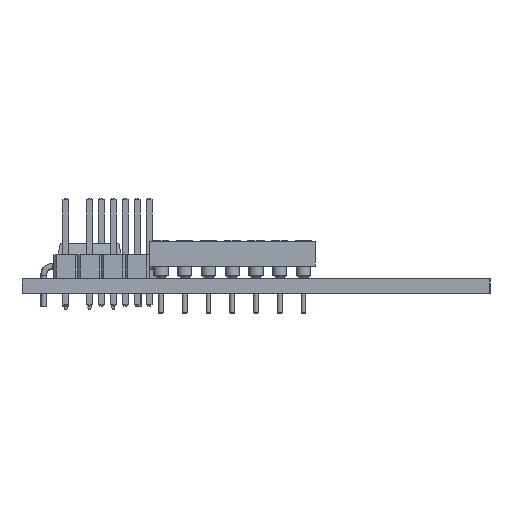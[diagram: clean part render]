
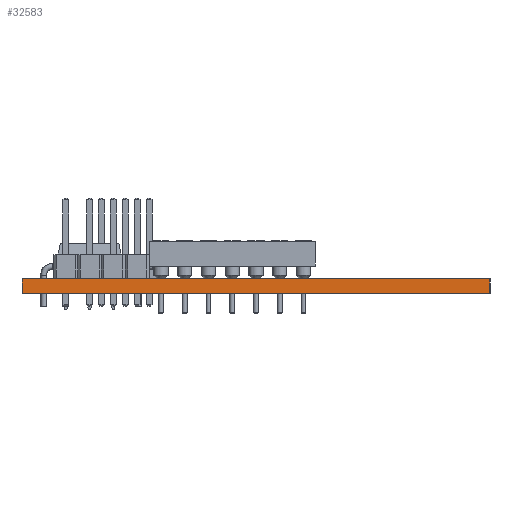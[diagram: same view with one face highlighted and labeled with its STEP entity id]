
A CAD part, left-side view. The second image highlights one B-rep face of the part: STEP entity #32583.
In plain terms, the highlighted planar face has unit normal (-1, 0, 0).
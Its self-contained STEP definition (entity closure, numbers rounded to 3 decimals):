
#32402 = PLANE('',#32403);
#32403 = AXIS2_PLACEMENT_3D('',#32404,#32405,#32406);
#32404 = CARTESIAN_POINT('',(177.8,-126.6,0.));
#32405 = DIRECTION('',(0.,-1.,0.));
#32406 = DIRECTION('',(-1.,0.,0.));
#32427 = VERTEX_POINT('',#32428);
#32428 = CARTESIAN_POINT('',(107.8,-126.6,1.6));
#32442 = PLANE('',#32443);
#32443 = AXIS2_PLACEMENT_3D('',#32444,#32445,#32446);
#32444 = CARTESIAN_POINT('',(142.8,-101.6,1.6));
#32445 = DIRECTION('',(-0.,-0.,-1.));
#32446 = DIRECTION('',(-1.,0.,0.));
#32454 = EDGE_CURVE('',#32455,#32427,#32457,.T.);
#32455 = VERTEX_POINT('',#32456);
#32456 = CARTESIAN_POINT('',(107.8,-126.6,0.));
#32457 = SURFACE_CURVE('',#32458,(#32462,#32469),.PCURVE_S1.);
#32458 = LINE('',#32459,#32460);
#32459 = CARTESIAN_POINT('',(107.8,-126.6,0.));
#32460 = VECTOR('',#32461,1.);
#32461 = DIRECTION('',(0.,0.,1.));
#32462 = PCURVE('',#32402,#32463);
#32463 = DEFINITIONAL_REPRESENTATION('',(#32464),#32468);
#32464 = LINE('',#32465,#32466);
#32465 = CARTESIAN_POINT('',(70.,0.));
#32466 = VECTOR('',#32467,1.);
#32467 = DIRECTION('',(0.,-1.));
#32468 = ( GEOMETRIC_REPRESENTATION_CONTEXT(2) 
PARAMETRIC_REPRESENTATION_CONTEXT() REPRESENTATION_CONTEXT('2D SPACE',''
  ) );
#32469 = PCURVE('',#32470,#32475);
#32470 = PLANE('',#32471);
#32471 = AXIS2_PLACEMENT_3D('',#32472,#32473,#32474);
#32472 = CARTESIAN_POINT('',(107.8,-126.6,0.));
#32473 = DIRECTION('',(-1.,0.,0.));
#32474 = DIRECTION('',(0.,1.,0.));
#32475 = DEFINITIONAL_REPRESENTATION('',(#32476),#32480);
#32476 = LINE('',#32477,#32478);
#32477 = CARTESIAN_POINT('',(0.,0.));
#32478 = VECTOR('',#32479,1.);
#32479 = DIRECTION('',(0.,-1.));
#32480 = ( GEOMETRIC_REPRESENTATION_CONTEXT(2) 
PARAMETRIC_REPRESENTATION_CONTEXT() REPRESENTATION_CONTEXT('2D SPACE',''
  ) );
#32496 = PLANE('',#32497);
#32497 = AXIS2_PLACEMENT_3D('',#32498,#32499,#32500);
#32498 = CARTESIAN_POINT('',(142.8,-101.6,0.));
#32499 = DIRECTION('',(-0.,-0.,-1.));
#32500 = DIRECTION('',(-1.,0.,0.));
#32529 = PLANE('',#32530);
#32530 = AXIS2_PLACEMENT_3D('',#32531,#32532,#32533);
#32531 = CARTESIAN_POINT('',(107.8,-76.6,0.));
#32532 = DIRECTION('',(0.,1.,0.));
#32533 = DIRECTION('',(1.,0.,0.));
#32583 = ADVANCED_FACE('',(#32584),#32470,.T.);
#32584 = FACE_BOUND('',#32585,.T.);
#32585 = EDGE_LOOP('',(#32586,#32587,#32610,#32633));
#32586 = ORIENTED_EDGE('',*,*,#32454,.T.);
#32587 = ORIENTED_EDGE('',*,*,#32588,.T.);
#32588 = EDGE_CURVE('',#32427,#32589,#32591,.T.);
#32589 = VERTEX_POINT('',#32590);
#32590 = CARTESIAN_POINT('',(107.8,-76.6,1.6));
#32591 = SURFACE_CURVE('',#32592,(#32596,#32603),.PCURVE_S1.);
#32592 = LINE('',#32593,#32594);
#32593 = CARTESIAN_POINT('',(107.8,-126.6,1.6));
#32594 = VECTOR('',#32595,1.);
#32595 = DIRECTION('',(0.,1.,0.));
#32596 = PCURVE('',#32470,#32597);
#32597 = DEFINITIONAL_REPRESENTATION('',(#32598),#32602);
#32598 = LINE('',#32599,#32600);
#32599 = CARTESIAN_POINT('',(0.,-1.6));
#32600 = VECTOR('',#32601,1.);
#32601 = DIRECTION('',(1.,0.));
#32602 = ( GEOMETRIC_REPRESENTATION_CONTEXT(2) 
PARAMETRIC_REPRESENTATION_CONTEXT() REPRESENTATION_CONTEXT('2D SPACE',''
  ) );
#32603 = PCURVE('',#32442,#32604);
#32604 = DEFINITIONAL_REPRESENTATION('',(#32605),#32609);
#32605 = LINE('',#32606,#32607);
#32606 = CARTESIAN_POINT('',(35.,-25.));
#32607 = VECTOR('',#32608,1.);
#32608 = DIRECTION('',(0.,1.));
#32609 = ( GEOMETRIC_REPRESENTATION_CONTEXT(2) 
PARAMETRIC_REPRESENTATION_CONTEXT() REPRESENTATION_CONTEXT('2D SPACE',''
  ) );
#32610 = ORIENTED_EDGE('',*,*,#32611,.F.);
#32611 = EDGE_CURVE('',#32612,#32589,#32614,.T.);
#32612 = VERTEX_POINT('',#32613);
#32613 = CARTESIAN_POINT('',(107.8,-76.6,0.));
#32614 = SURFACE_CURVE('',#32615,(#32619,#32626),.PCURVE_S1.);
#32615 = LINE('',#32616,#32617);
#32616 = CARTESIAN_POINT('',(107.8,-76.6,0.));
#32617 = VECTOR('',#32618,1.);
#32618 = DIRECTION('',(0.,0.,1.));
#32619 = PCURVE('',#32470,#32620);
#32620 = DEFINITIONAL_REPRESENTATION('',(#32621),#32625);
#32621 = LINE('',#32622,#32623);
#32622 = CARTESIAN_POINT('',(50.,0.));
#32623 = VECTOR('',#32624,1.);
#32624 = DIRECTION('',(0.,-1.));
#32625 = ( GEOMETRIC_REPRESENTATION_CONTEXT(2) 
PARAMETRIC_REPRESENTATION_CONTEXT() REPRESENTATION_CONTEXT('2D SPACE',''
  ) );
#32626 = PCURVE('',#32529,#32627);
#32627 = DEFINITIONAL_REPRESENTATION('',(#32628),#32632);
#32628 = LINE('',#32629,#32630);
#32629 = CARTESIAN_POINT('',(0.,0.));
#32630 = VECTOR('',#32631,1.);
#32631 = DIRECTION('',(0.,-1.));
#32632 = ( GEOMETRIC_REPRESENTATION_CONTEXT(2) 
PARAMETRIC_REPRESENTATION_CONTEXT() REPRESENTATION_CONTEXT('2D SPACE',''
  ) );
#32633 = ORIENTED_EDGE('',*,*,#32634,.F.);
#32634 = EDGE_CURVE('',#32455,#32612,#32635,.T.);
#32635 = SURFACE_CURVE('',#32636,(#32640,#32647),.PCURVE_S1.);
#32636 = LINE('',#32637,#32638);
#32637 = CARTESIAN_POINT('',(107.8,-126.6,0.));
#32638 = VECTOR('',#32639,1.);
#32639 = DIRECTION('',(0.,1.,0.));
#32640 = PCURVE('',#32470,#32641);
#32641 = DEFINITIONAL_REPRESENTATION('',(#32642),#32646);
#32642 = LINE('',#32643,#32644);
#32643 = CARTESIAN_POINT('',(0.,0.));
#32644 = VECTOR('',#32645,1.);
#32645 = DIRECTION('',(1.,0.));
#32646 = ( GEOMETRIC_REPRESENTATION_CONTEXT(2) 
PARAMETRIC_REPRESENTATION_CONTEXT() REPRESENTATION_CONTEXT('2D SPACE',''
  ) );
#32647 = PCURVE('',#32496,#32648);
#32648 = DEFINITIONAL_REPRESENTATION('',(#32649),#32653);
#32649 = LINE('',#32650,#32651);
#32650 = CARTESIAN_POINT('',(35.,-25.));
#32651 = VECTOR('',#32652,1.);
#32652 = DIRECTION('',(0.,1.));
#32653 = ( GEOMETRIC_REPRESENTATION_CONTEXT(2) 
PARAMETRIC_REPRESENTATION_CONTEXT() REPRESENTATION_CONTEXT('2D SPACE',''
  ) );
